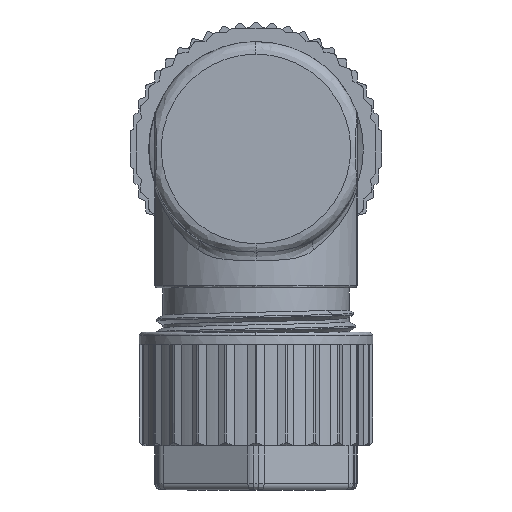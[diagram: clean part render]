
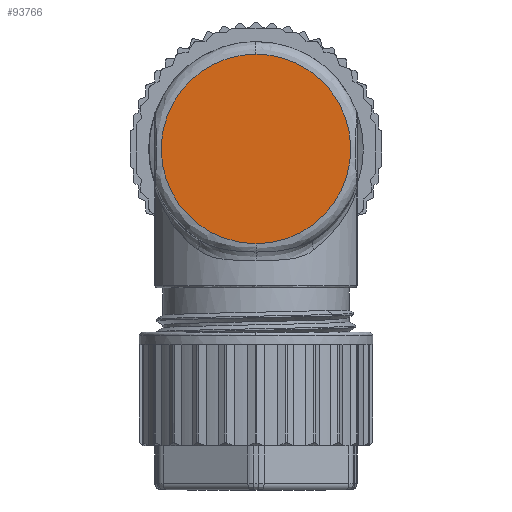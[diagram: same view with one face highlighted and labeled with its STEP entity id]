
A CAD part, left-side view. The second image highlights one B-rep face of the part: STEP entity #93766.
In plain terms, the highlighted planar face has unit normal (-1, 0, 0).
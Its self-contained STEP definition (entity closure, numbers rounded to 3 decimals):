
#2916 = CARTESIAN_POINT ( 'NONE',  ( -18.378, -2.417, -7.117 ) ) ;
#4121 = CARTESIAN_POINT ( 'NONE',  ( -18.378, -4.955, 5.652 ) ) ;
#4703 = CARTESIAN_POINT ( 'NONE',  ( -18.378, -4.576, 5.963 ) ) ;
#5941 = CARTESIAN_POINT ( 'NONE',  ( -18.378, -7.26, -1.945 ) ) ;
#15004 = CARTESIAN_POINT ( 'NONE',  ( -18.378, -0.98, 7.452 ) ) ;
#21137 = CARTESIAN_POINT ( 'NONE',  ( -18.378, -0.002, -7.5 ) ) ;
#23248 = VERTEX_POINT ( 'NONE', #45597 ) ;
#23532 = CARTESIAN_POINT ( 'NONE',  ( -18.378, -7.117, 2.416 ) ) ;
#24118 = CARTESIAN_POINT ( 'NONE',  ( -18.378, -7.26, 1.947 ) ) ;
#24719 = CARTESIAN_POINT ( 'NONE',  ( -18.378, -7.5, 0.493 ) ) ;
#27006 = CARTESIAN_POINT ( 'NONE',  ( -18.378, -5.964, -4.575 ) ) ;
#30876 = CARTESIAN_POINT ( 'NONE',  ( -18.378, -4.577, -5.962 ) ) ;
#30966 = CARTESIAN_POINT ( 'NONE',  ( -18.378, 4.394, 7.5 ) ) ;
#31997 = ORIENTED_EDGE ( 'NONE', *, *, #119434, .F. ) ;
#32040 = CARTESIAN_POINT ( 'NONE',  ( -18.378, -3.757, 6.51 ) ) ;
#32126 = CARTESIAN_POINT ( 'NONE',  ( -18.378, 7.5, -0.001 ) ) ;
#32440 =( BOUNDED_CURVE ( )  B_SPLINE_CURVE ( 3, ( #88841, #42511, #79741, #32126, #49844, #30966, #61362 ),
 .UNSPECIFIED., .F., .T. ) 
 B_SPLINE_CURVE_WITH_KNOTS ( ( 4, 3, 4 ),
 ( 0., 0.5, 1. ),
 .UNSPECIFIED. ) 
 CURVE ( )  GEOMETRIC_REPRESENTATION_ITEM ( )  RATIONAL_B_SPLINE_CURVE ( ( 1., 0.805, 0.805, 1., 0.805, 0.805, 1. ) ) 
 REPRESENTATION_ITEM ( '' )  );
#33254 = CARTESIAN_POINT ( 'NONE',  ( -18.378, -5.651, 4.956 ) ) ;
#38547 = PLANE ( 'NONE',  #107433 ) ;
#39136 = FACE_OUTER_BOUND ( 'NONE', #87682, .T. ) ;
#40009 = CARTESIAN_POINT ( 'NONE',  ( -18.378, -3.327, -6.74 ) ) ;
#41822 = CARTESIAN_POINT ( 'NONE',  ( -18.378, -2.415, 7.118 ) ) ;
#42511 = CARTESIAN_POINT ( 'NONE',  ( -18.378, 4.392, -7.501 ) ) ;
#43607 = CARTESIAN_POINT ( 'NONE',  ( -18.378, -6.51, -3.756 ) ) ;
#45597 = CARTESIAN_POINT ( 'NONE',  ( -18.378, -0.002, -7.5 ) ) ;
#45640 = B_SPLINE_CURVE_WITH_KNOTS ( 'NONE', 3,
 ( #21137, #58280, #49171, #86378, #2916, #40009, #77246, #30876, #68069, #105289, #27006, #43607, #51553, #116253, #5941, #96686, #118031, #24719, #79658, #24118, #23532, #115630, #70445, #116850, #33254, #4121, #4703, #32040, #89949, #41822, #89373, #15004, #69858, #107704 ),
 .UNSPECIFIED., .F., .F.,
 ( 4, 2, 2, 2, 2, 2, 2, 2, 2, 2, 2, 2, 2, 2, 2, 2, 4 ),
 ( 0., 0.062, 0.125, 0.187, 0.25, 0.312, 0.375, 0.438, 0.5, 0.563, 0.625, 0.687, 0.75, 0.813, 0.875, 0.938, 1. ),
 .UNSPECIFIED. ) ;
#49171 = CARTESIAN_POINT ( 'NONE',  ( -18.378, -0.983, -7.452 ) ) ;
#49844 = CARTESIAN_POINT ( 'NONE',  ( -18.378, 7.501, 4.393 ) ) ;
#51553 = CARTESIAN_POINT ( 'NONE',  ( -18.378, -6.741, -3.323 ) ) ;
#58280 = CARTESIAN_POINT ( 'NONE',  ( -18.378, -0.495, -7.5 ) ) ;
#61362 = CARTESIAN_POINT ( 'NONE',  ( -18.378, 0., 7.5 ) ) ;
#68069 = CARTESIAN_POINT ( 'NONE',  ( -18.378, -4.957, -5.65 ) ) ;
#69858 = CARTESIAN_POINT ( 'NONE',  ( -18.378, -0.493, 7.5 ) ) ;
#70445 = CARTESIAN_POINT ( 'NONE',  ( -18.378, -6.509, 3.758 ) ) ;
#75741 = DIRECTION ( 'NONE',  ( 0., 0., -1. ) ) ;
#77246 = CARTESIAN_POINT ( 'NONE',  ( -18.378, -3.759, -6.508 ) ) ;
#79658 = CARTESIAN_POINT ( 'NONE',  ( -18.378, -7.452, 0.982 ) ) ;
#79741 = CARTESIAN_POINT ( 'NONE',  ( -18.378, 7.499, -4.395 ) ) ;
#84294 = DIRECTION ( 'NONE',  ( -1., 0., 0. ) ) ;
#86378 = CARTESIAN_POINT ( 'NONE',  ( -18.378, -1.948, -7.259 ) ) ;
#87682 = EDGE_LOOP ( 'NONE', ( #117966, #31997 ) ) ;
#88841 = CARTESIAN_POINT ( 'NONE',  ( -18.378, -0.002, -7.5 ) ) ;
#89373 = CARTESIAN_POINT ( 'NONE',  ( -18.378, -1.946, 7.26 ) ) ;
#89949 = CARTESIAN_POINT ( 'NONE',  ( -18.378, -3.324, 6.741 ) ) ;
#91274 = CARTESIAN_POINT ( 'NONE',  ( -18.378, 0., 7.5 ) ) ;
#93766 = ADVANCED_FACE ( 'NONE', ( #39136 ), #38547, .T. ) ;
#96080 = EDGE_CURVE ( 'NONE', #23248, #111907, #45640, .T. ) ;
#96686 = CARTESIAN_POINT ( 'NONE',  ( -18.378, -7.452, -0.979 ) ) ;
#105289 = CARTESIAN_POINT ( 'NONE',  ( -18.378, -5.652, -4.954 ) ) ;
#107433 = AXIS2_PLACEMENT_3D ( 'NONE', #113568, #84294, #75741 ) ;
#107704 = CARTESIAN_POINT ( 'NONE',  ( -18.378, 0., 7.5 ) ) ;
#111907 = VERTEX_POINT ( 'NONE', #91274 ) ;
#113568 = CARTESIAN_POINT ( 'NONE',  ( -18.378, 7.8, 7.8 ) ) ;
#115630 = CARTESIAN_POINT ( 'NONE',  ( -18.378, -6.74, 3.326 ) ) ;
#116253 = CARTESIAN_POINT ( 'NONE',  ( -18.378, -7.118, -2.414 ) ) ;
#116850 = CARTESIAN_POINT ( 'NONE',  ( -18.378, -5.962, 4.576 ) ) ;
#117966 = ORIENTED_EDGE ( 'NONE', *, *, #96080, .T. ) ;
#118031 = CARTESIAN_POINT ( 'NONE',  ( -18.378, -7.5, -0.491 ) ) ;
#119434 = EDGE_CURVE ( 'NONE', #23248, #111907, #32440, .T. ) ;
